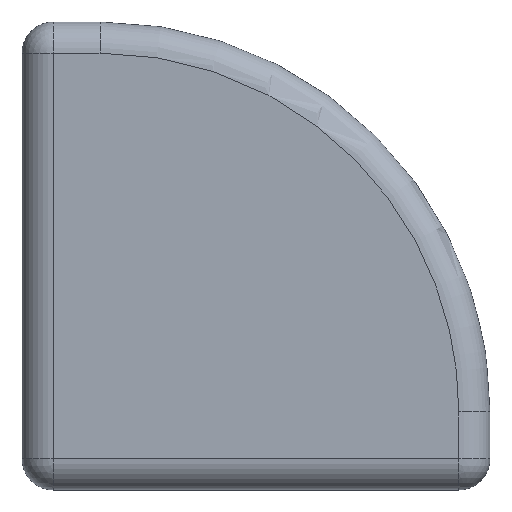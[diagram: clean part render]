
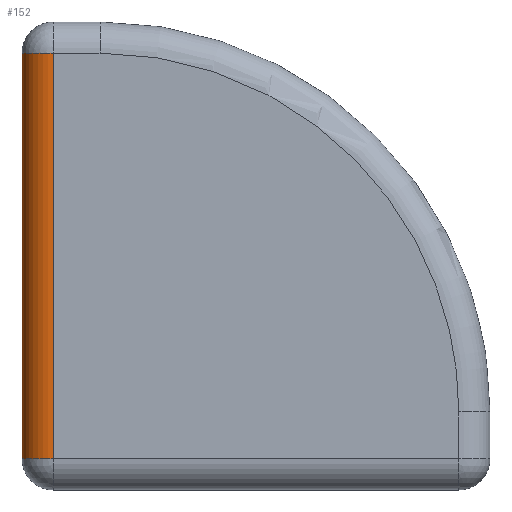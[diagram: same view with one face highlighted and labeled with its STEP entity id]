
A CAD part, top view. The second image highlights one B-rep face of the part: STEP entity #152.
In plain terms, the highlighted cylindrical face has radius 3 mm (diameter 6 mm), a partial arc.
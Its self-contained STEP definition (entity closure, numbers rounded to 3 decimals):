
#15 = DIRECTION ( 'NONE',  ( 0., 1., 0. ) ) ;
#69 = ORIENTED_EDGE ( 'NONE', *, *, #916, .T. ) ;
#116 = AXIS2_PLACEMENT_3D ( 'NONE', #744, #184, #177 ) ;
#135 = DIRECTION ( 'NONE',  ( -1., 0., 0. ) ) ;
#152 = ADVANCED_FACE ( 'NONE', ( #500 ), #1212, .T. ) ;
#166 = AXIS2_PLACEMENT_3D ( 'NONE', #809, #248, #135 ) ;
#177 = DIRECTION ( 'NONE',  ( -1., 0., 0. ) ) ;
#184 = DIRECTION ( 'NONE',  ( 0., -1., 0. ) ) ;
#248 = DIRECTION ( 'NONE',  ( 0., 1., 0. ) ) ;
#340 = AXIS2_PLACEMENT_3D ( 'NONE', #1460, #15, #360 ) ;
#353 = VERTEX_POINT ( 'NONE', #1267 ) ;
#360 = DIRECTION ( 'NONE',  ( -1., 0., 0. ) ) ;
#439 = CARTESIAN_POINT ( 'NONE',  ( -22.5, 19.5, 1. ) ) ;
#500 = FACE_OUTER_BOUND ( 'NONE', #1463, .T. ) ;
#512 = VECTOR ( 'NONE', #1355, 1000. ) ;
#513 = VERTEX_POINT ( 'NONE', #439 ) ;
#582 = ORIENTED_EDGE ( 'NONE', *, *, #850, .T. ) ;
#622 = CARTESIAN_POINT ( 'NONE',  ( -22.5, -19.5, 1. ) ) ;
#651 = VERTEX_POINT ( 'NONE', #1394 ) ;
#739 = CIRCLE ( 'NONE', #116, 3. ) ;
#744 = CARTESIAN_POINT ( 'NONE',  ( -19.5, 19.5, 1. ) ) ;
#809 = CARTESIAN_POINT ( 'NONE',  ( -19.5, -19.5, 1. ) ) ;
#850 = EDGE_CURVE ( 'NONE', #1338, #353, #1152, .T. ) ;
#856 = CARTESIAN_POINT ( 'NONE',  ( -22.5, -22.5, 1. ) ) ;
#888 = LINE ( 'NONE', #1498, #1476 ) ;
#916 = EDGE_CURVE ( 'NONE', #651, #513, #739, .T. ) ;
#995 = DIRECTION ( 'NONE',  ( 0., 1., 0. ) ) ;
#1063 = ORIENTED_EDGE ( 'NONE', *, *, #1313, .T. ) ;
#1066 = LINE ( 'NONE', #856, #512 ) ;
#1152 = CIRCLE ( 'NONE', #166, 3. ) ;
#1212 = CYLINDRICAL_SURFACE ( 'NONE', #340, 3. ) ;
#1261 = ORIENTED_EDGE ( 'NONE', *, *, #1357, .T. ) ;
#1267 = CARTESIAN_POINT ( 'NONE',  ( -19.5, -19.5, 4. ) ) ;
#1313 = EDGE_CURVE ( 'NONE', #513, #1338, #1066, .T. ) ;
#1338 = VERTEX_POINT ( 'NONE', #622 ) ;
#1355 = DIRECTION ( 'NONE',  ( 0., -1., 0. ) ) ;
#1357 = EDGE_CURVE ( 'NONE', #353, #651, #888, .T. ) ;
#1394 = CARTESIAN_POINT ( 'NONE',  ( -19.5, 19.5, 4. ) ) ;
#1460 = CARTESIAN_POINT ( 'NONE',  ( -19.5, -22.5, 1. ) ) ;
#1463 = EDGE_LOOP ( 'NONE', ( #1261, #69, #1063, #582 ) ) ;
#1476 = VECTOR ( 'NONE', #995, 1000. ) ;
#1498 = CARTESIAN_POINT ( 'NONE',  ( -19.5, -15., 4. ) ) ;
